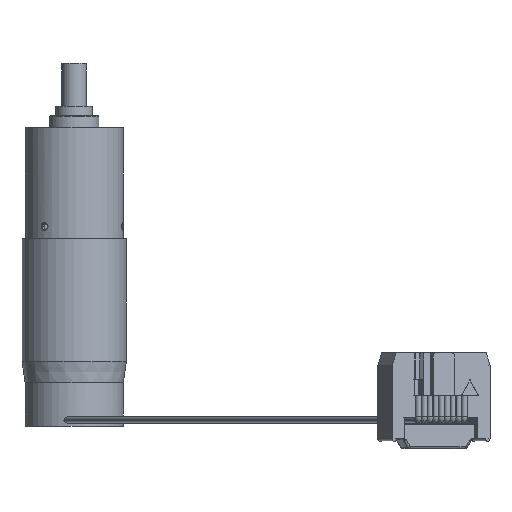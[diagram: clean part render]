
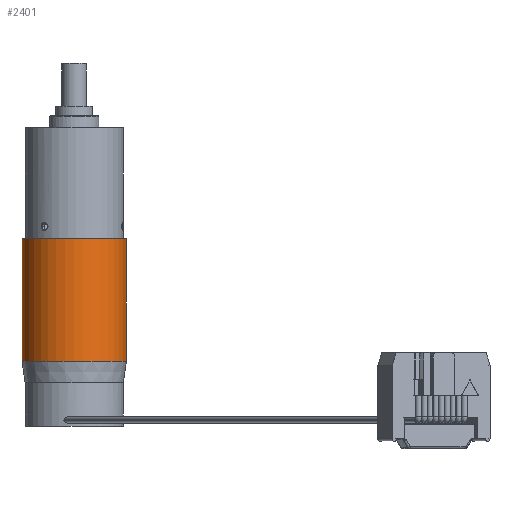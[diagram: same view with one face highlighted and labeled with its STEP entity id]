
A CAD part, front view. The second image highlights one B-rep face of the part: STEP entity #2401.
In plain terms, the highlighted cylindrical face has radius 8.5 mm (diameter 17 mm), a partial arc.
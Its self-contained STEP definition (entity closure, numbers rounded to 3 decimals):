
#182 = DIRECTION ( 'NONE',  ( -1., 0., 0. ) ) ;
#437 = VERTEX_POINT ( 'NONE', #1603 ) ;
#439 = CARTESIAN_POINT ( 'NONE',  ( 13.021, 77.219, 26.381 ) ) ;
#1208 = DIRECTION ( 'NONE',  ( 1., 0., 0. ) ) ;
#1603 = CARTESIAN_POINT ( 'NONE',  ( 4.521, 77.219, 6.481 ) ) ;
#1831 = EDGE_CURVE ( 'NONE', #2856, #1890, #6506, .T. ) ;
#1890 = VERTEX_POINT ( 'NONE', #2086 ) ;
#1959 = CYLINDRICAL_SURFACE ( 'NONE', #8639, 8.5 ) ;
#2086 = CARTESIAN_POINT ( 'NONE',  ( 21.521, 77.219, 26.381 ) ) ;
#2401 = ADVANCED_FACE ( 'NONE', ( #4237 ), #1959, .T. ) ;
#2498 = ORIENTED_EDGE ( 'NONE', *, *, #7584, .T. ) ;
#2529 = CARTESIAN_POINT ( 'NONE',  ( 13.021, 77.219, 1.481 ) ) ;
#2556 = DIRECTION ( 'NONE',  ( 0., 0., 1. ) ) ;
#2670 = CARTESIAN_POINT ( 'NONE',  ( 4.521, 77.219, 26.381 ) ) ;
#2678 = DIRECTION ( 'NONE',  ( 1., 0., 0. ) ) ;
#2771 = AXIS2_PLACEMENT_3D ( 'NONE', #9379, #4800, #182 ) ;
#2805 = DIRECTION ( 'NONE',  ( 0., 0., 1. ) ) ;
#2856 = VERTEX_POINT ( 'NONE', #4664 ) ;
#3376 = CARTESIAN_POINT ( 'NONE',  ( 21.521, 77.219, 1.481 ) ) ;
#4166 = CIRCLE ( 'NONE', #6263, 8.5 ) ;
#4237 = FACE_OUTER_BOUND ( 'NONE', #5589, .T. ) ;
#4435 = CARTESIAN_POINT ( 'NONE',  ( 4.521, 77.219, 1.481 ) ) ;
#4472 = VECTOR ( 'NONE', #2805, 1000. ) ;
#4664 = CARTESIAN_POINT ( 'NONE',  ( 21.521, 77.219, 6.481 ) ) ;
#4800 = DIRECTION ( 'NONE',  ( 0., 0., 1. ) ) ;
#5589 = EDGE_LOOP ( 'NONE', ( #8184, #2498, #5844, #7491 ) ) ;
#5806 = DIRECTION ( 'NONE',  ( 0., 0., -1. ) ) ;
#5844 = ORIENTED_EDGE ( 'NONE', *, *, #1831, .T. ) ;
#5847 = CIRCLE ( 'NONE', #2771, 8.5 ) ;
#6235 = EDGE_CURVE ( 'NONE', #1890, #7715, #4166, .T. ) ;
#6263 = AXIS2_PLACEMENT_3D ( 'NONE', #439, #5806, #1208 ) ;
#6371 = EDGE_CURVE ( 'NONE', #437, #7715, #9307, .T. ) ;
#6506 = LINE ( 'NONE', #3376, #4472 ) ;
#7491 = ORIENTED_EDGE ( 'NONE', *, *, #6235, .T. ) ;
#7521 = DIRECTION ( 'NONE',  ( 0., 0., 1. ) ) ;
#7584 = EDGE_CURVE ( 'NONE', #437, #2856, #5847, .T. ) ;
#7715 = VERTEX_POINT ( 'NONE', #2670 ) ;
#8184 = ORIENTED_EDGE ( 'NONE', *, *, #6371, .F. ) ;
#8639 = AXIS2_PLACEMENT_3D ( 'NONE', #2529, #2556, #2678 ) ;
#8816 = VECTOR ( 'NONE', #7521, 1000. ) ;
#9307 = LINE ( 'NONE', #4435, #8816 ) ;
#9379 = CARTESIAN_POINT ( 'NONE',  ( 13.021, 77.219, 6.481 ) ) ;
